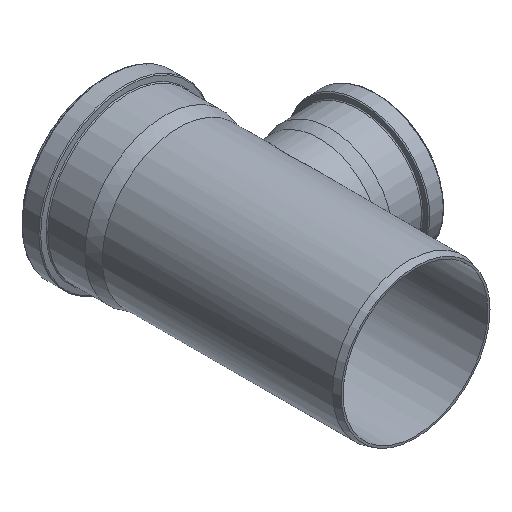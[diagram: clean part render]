
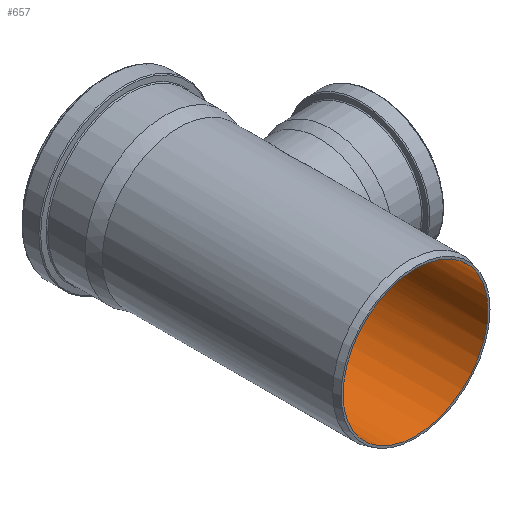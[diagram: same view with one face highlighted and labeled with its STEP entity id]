
A CAD part, isometric view. The second image highlights one B-rep face of the part: STEP entity #657.
In plain terms, the highlighted cylindrical face has radius 76.1 mm (diameter 152.2 mm), a full revolution.
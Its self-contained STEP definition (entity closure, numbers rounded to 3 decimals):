
#80=FACE_BOUND('',#298,.T.);
#81=FACE_BOUND('',#299,.T.);
#137=CIRCLE('',#744,76.1);
#138=CIRCLE('',#745,76.1);
#174=CYLINDRICAL_SURFACE('',#743,76.1);
#212=FACE_OUTER_BOUND('',#297,.T.);
#297=EDGE_LOOP('',(#567));
#298=EDGE_LOOP('',(#568));
#299=EDGE_LOOP('',(#569));
#364=B_SPLINE_CURVE_WITH_KNOTS('',3,(#1522,#1523,#1524,#1525,#1526,#1527,
#1528,#1529,#1530,#1531,#1532,#1533,#1534,#1535,#1536,#1537,#1538,#1539,
#1540,#1541,#1542,#1543,#1544,#1545,#1546,#1547,#1548,#1549,#1550,#1551,
#1552,#1553,#1554,#1555,#1556,#1557,#1558,#1559,#1560,#1561,#1562,#1563,
#1564,#1565,#1566,#1567,#1568,#1569,#1570,#1571,#1572,#1573,#1574,#1575,
#1576,#1577,#1578,#1579,#1580,#1581,#1582,#1583,#1584,#1585,#1586,#1587),
 .UNSPECIFIED.,.T.,.F.,(4,2,2,2,2,2,2,2,2,2,2,2,2,2,2,2,2,2,2,2,2,2,2,2,
2,2,2,2,2,2,2,2,4),(0.,1.229,2.459,3.688,
4.918,6.095,7.272,8.449,9.626,
10.803,11.98,13.157,14.334,15.564,
16.793,18.023,19.252,20.443,21.634,
22.824,24.015,25.191,26.368,27.544,
28.72,29.896,31.073,32.249,33.425,
34.616,35.807,36.997,38.188),
 .UNSPECIFIED.);
#374=VERTEX_POINT('',#1521);
#400=VERTEX_POINT('',#1664);
#401=VERTEX_POINT('',#1666);
#440=EDGE_CURVE('',#374,#374,#364,.T.);
#466=EDGE_CURVE('',#400,#400,#137,.T.);
#467=EDGE_CURVE('',#401,#401,#138,.T.);
#567=ORIENTED_EDGE('',*,*,#466,.F.);
#568=ORIENTED_EDGE('',*,*,#440,.F.);
#569=ORIENTED_EDGE('',*,*,#467,.T.);
#657=ADVANCED_FACE('',(#212,#80,#81),#174,.F.);
#743=AXIS2_PLACEMENT_3D('',#1663,#912,#913);
#744=AXIS2_PLACEMENT_3D('',#1665,#914,#915);
#745=AXIS2_PLACEMENT_3D('',#1667,#916,#917);
#912=DIRECTION('center_axis',(0.,-1.,0.));
#913=DIRECTION('ref_axis',(1.,0.,0.));
#914=DIRECTION('center_axis',(0.,-1.,0.));
#915=DIRECTION('ref_axis',(1.,0.,0.));
#916=DIRECTION('center_axis',(0.,-1.,0.));
#917=DIRECTION('ref_axis',(1.,0.,0.));
#1521=CARTESIAN_POINT('',(47.569,-64.762,59.4));
#1522=CARTESIAN_POINT('Ctrl Pts',(47.569,-64.762,59.4));
#1523=CARTESIAN_POINT('Ctrl Pts',(47.569,-60.664,59.4));
#1524=CARTESIAN_POINT('Ctrl Pts',(48.112,-56.582,58.975));
#1525=CARTESIAN_POINT('Ctrl Pts',(50.042,-48.645,57.346));
#1526=CARTESIAN_POINT('Ctrl Pts',(51.419,-44.788,56.144));
#1527=CARTESIAN_POINT('Ctrl Pts',(54.593,-37.449,53.063));
#1528=CARTESIAN_POINT('Ctrl Pts',(56.387,-33.962,51.182));
#1529=CARTESIAN_POINT('Ctrl Pts',(60.02,-27.493,46.87));
#1530=CARTESIAN_POINT('Ctrl Pts',(61.857,-24.512,44.436));
#1531=CARTESIAN_POINT('Ctrl Pts',(65.211,-19.305,39.339));
#1532=CARTESIAN_POINT('Ctrl Pts',(66.864,-16.862,36.503));
#1533=CARTESIAN_POINT('Ctrl Pts',(69.917,-12.476,30.247));
#1534=CARTESIAN_POINT('Ctrl Pts',(71.316,-10.531,26.827));
#1535=CARTESIAN_POINT('Ctrl Pts',(73.636,-7.353,19.581));
#1536=CARTESIAN_POINT('Ctrl Pts',(74.558,-6.115,15.748));
#1537=CARTESIAN_POINT('Ctrl Pts',(75.79,-4.468,7.92));
#1538=CARTESIAN_POINT('Ctrl Pts',(76.1,-4.06,3.924));
#1539=CARTESIAN_POINT('Ctrl Pts',(76.1,-4.06,-3.924));
#1540=CARTESIAN_POINT('Ctrl Pts',(75.79,-4.468,-7.92));
#1541=CARTESIAN_POINT('Ctrl Pts',(74.558,-6.115,-15.748));
#1542=CARTESIAN_POINT('Ctrl Pts',(73.636,-7.353,-19.581));
#1543=CARTESIAN_POINT('Ctrl Pts',(71.316,-10.531,-26.827));
#1544=CARTESIAN_POINT('Ctrl Pts',(69.917,-12.476,-30.247));
#1545=CARTESIAN_POINT('Ctrl Pts',(66.864,-16.862,-36.503));
#1546=CARTESIAN_POINT('Ctrl Pts',(65.211,-19.305,-39.339));
#1547=CARTESIAN_POINT('Ctrl Pts',(61.857,-24.512,-44.436));
#1548=CARTESIAN_POINT('Ctrl Pts',(60.02,-27.493,-46.87));
#1549=CARTESIAN_POINT('Ctrl Pts',(56.387,-33.962,-51.182));
#1550=CARTESIAN_POINT('Ctrl Pts',(54.593,-37.449,-53.063));
#1551=CARTESIAN_POINT('Ctrl Pts',(51.419,-44.788,-56.144));
#1552=CARTESIAN_POINT('Ctrl Pts',(50.042,-48.645,-57.346));
#1553=CARTESIAN_POINT('Ctrl Pts',(48.112,-56.582,-58.975));
#1554=CARTESIAN_POINT('Ctrl Pts',(47.569,-60.664,-59.4));
#1555=CARTESIAN_POINT('Ctrl Pts',(47.569,-68.731,-59.4));
#1556=CARTESIAN_POINT('Ctrl Pts',(48.081,-72.693,-58.999));
#1557=CARTESIAN_POINT('Ctrl Pts',(49.952,-80.373,-57.424));
#1558=CARTESIAN_POINT('Ctrl Pts',(51.301,-84.095,-56.251));
#1559=CARTESIAN_POINT('Ctrl Pts',(54.432,-91.141,-53.227));
#1560=CARTESIAN_POINT('Ctrl Pts',(56.212,-94.473,-51.373));
#1561=CARTESIAN_POINT('Ctrl Pts',(59.822,-100.627,-47.121));
#1562=CARTESIAN_POINT('Ctrl Pts',(61.65,-103.449,-44.72));
#1563=CARTESIAN_POINT('Ctrl Pts',(65.038,-108.435,-39.63));
#1564=CARTESIAN_POINT('Ctrl Pts',(66.73,-110.792,-36.753));
#1565=CARTESIAN_POINT('Ctrl Pts',(69.845,-115.003,-30.418));
#1566=CARTESIAN_POINT('Ctrl Pts',(71.268,-116.857,-26.959));
#1567=CARTESIAN_POINT('Ctrl Pts',(73.62,-119.875,-19.648));
#1568=CARTESIAN_POINT('Ctrl Pts',(74.551,-121.042,-15.788));
#1569=CARTESIAN_POINT('Ctrl Pts',(75.791,-122.591,-7.925));
#1570=CARTESIAN_POINT('Ctrl Pts',(76.1,-122.973,-3.921));
#1571=CARTESIAN_POINT('Ctrl Pts',(76.1,-122.973,3.921));
#1572=CARTESIAN_POINT('Ctrl Pts',(75.791,-122.591,7.925));
#1573=CARTESIAN_POINT('Ctrl Pts',(74.551,-121.042,15.788));
#1574=CARTESIAN_POINT('Ctrl Pts',(73.62,-119.875,19.648));
#1575=CARTESIAN_POINT('Ctrl Pts',(71.268,-116.857,26.959));
#1576=CARTESIAN_POINT('Ctrl Pts',(69.845,-115.003,30.418));
#1577=CARTESIAN_POINT('Ctrl Pts',(66.73,-110.792,36.753));
#1578=CARTESIAN_POINT('Ctrl Pts',(65.038,-108.435,39.63));
#1579=CARTESIAN_POINT('Ctrl Pts',(61.65,-103.449,44.72));
#1580=CARTESIAN_POINT('Ctrl Pts',(59.822,-100.627,47.121));
#1581=CARTESIAN_POINT('Ctrl Pts',(56.212,-94.473,51.373));
#1582=CARTESIAN_POINT('Ctrl Pts',(54.432,-91.141,53.227));
#1583=CARTESIAN_POINT('Ctrl Pts',(51.301,-84.095,56.251));
#1584=CARTESIAN_POINT('Ctrl Pts',(49.952,-80.373,57.424));
#1585=CARTESIAN_POINT('Ctrl Pts',(48.081,-72.693,58.999));
#1586=CARTESIAN_POINT('Ctrl Pts',(47.569,-68.731,59.4));
#1587=CARTESIAN_POINT('Ctrl Pts',(47.569,-64.762,59.4));
#1663=CARTESIAN_POINT('Origin',(0.,-124.419,
0.));
#1664=CARTESIAN_POINT('',(76.1,0.,0.));
#1665=CARTESIAN_POINT('Origin',(0.,0.,
0.));
#1666=CARTESIAN_POINT('',(76.1,-248.839,0.));
#1667=CARTESIAN_POINT('Origin',(0.,-248.839,
0.));
